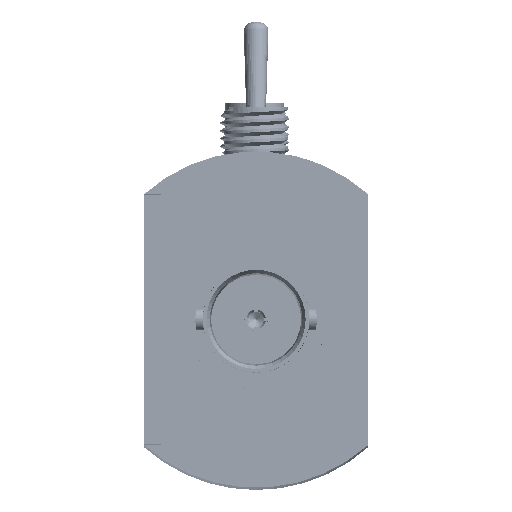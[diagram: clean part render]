
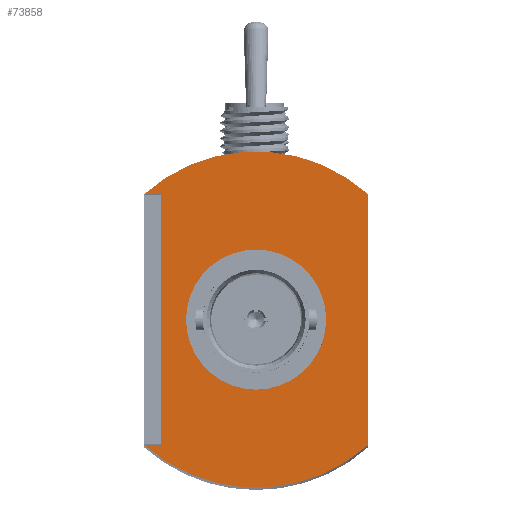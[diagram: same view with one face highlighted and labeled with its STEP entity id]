
A CAD part, top view. The second image highlights one B-rep face of the part: STEP entity #73858.
In plain terms, the highlighted planar face has unit normal (0, 0, 1).
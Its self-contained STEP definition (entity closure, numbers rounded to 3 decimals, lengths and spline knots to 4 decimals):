
#570 = CARTESIAN_POINT ( 'NONE',  ( -0.34, 0.4472, 4.5 ) ) ;
#1938 = AXIS2_PLACEMENT_3D ( 'NONE', #63693, #26317, #25231 ) ;
#3206 = DIRECTION ( 'NONE',  ( 0., 1., 0. ) ) ;
#5099 = VERTEX_POINT ( 'NONE', #570 ) ;
#8512 = VERTEX_POINT ( 'NONE', #119277 ) ;
#12483 = AXIS2_PLACEMENT_3D ( 'NONE', #48291, #162934, #80321 ) ;
#17659 = VERTEX_POINT ( 'NONE', #58360 ) ;
#18093 = FACE_BOUND ( 'NONE', #61119, .T. ) ;
#19182 = DIRECTION ( 'NONE',  ( 0., 0., 1. ) ) ;
#19490 = CARTESIAN_POINT ( 'NONE',  ( -0.34, -0.4472, 4.5 ) ) ;
#21079 = ORIENTED_EDGE ( 'NONE', *, *, #153266, .T. ) ;
#25231 = DIRECTION ( 'NONE',  ( 1., 0., 0. ) ) ;
#26317 = DIRECTION ( 'NONE',  ( 0., 0., 1. ) ) ;
#28873 = ORIENTED_EDGE ( 'NONE', *, *, #43123, .F. ) ;
#30641 = CARTESIAN_POINT ( 'NONE',  ( -0.34, -0.4472, 4.5 ) ) ;
#32292 = CARTESIAN_POINT ( 'NONE',  ( -0.157, -0.107, 4.5 ) ) ;
#39573 = CARTESIAN_POINT ( 'NONE',  ( 0., 0., 4.5 ) ) ;
#40315 = EDGE_CURVE ( 'NONE', #200737, #81846, #188484, .T. ) ;
#41745 = ORIENTED_EDGE ( 'NONE', *, *, #156064, .F. ) ;
#43123 = EDGE_CURVE ( 'NONE', #142765, #5099, #136117, .T. ) ;
#43514 = VECTOR ( 'NONE', #153912, 39.3701 ) ;
#45604 = EDGE_CURVE ( 'NONE', #172209, #17659, #153060, .T. ) ;
#48291 = CARTESIAN_POINT ( 'NONE',  ( 0., 0., 4.5 ) ) ;
#48955 = CIRCLE ( 'NONE', #154493, 0.19 ) ;
#49653 = AXIS2_PLACEMENT_3D ( 'NONE', #39573, #157454, #73720 ) ;
#50286 = VECTOR ( 'NONE', #146993, 39.3701 ) ;
#50404 = ORIENTED_EDGE ( 'NONE', *, *, #212149, .F. ) ;
#51414 = VECTOR ( 'NONE', #3206, 39.3701 ) ;
#56585 = EDGE_CURVE ( 'NONE', #5099, #8512, #113903, .T. ) ;
#56668 = ORIENTED_EDGE ( 'NONE', *, *, #45604, .T. ) ;
#58018 = VECTOR ( 'NONE', #184618, 39.3701 ) ;
#58360 = CARTESIAN_POINT ( 'NONE',  ( 0.4, 0.4472, 4.5 ) ) ;
#61119 = EDGE_LOOP ( 'NONE', ( #155293, #41745, #50404 ) ) ;
#63693 = CARTESIAN_POINT ( 'NONE',  ( 0., 0., 4.5 ) ) ;
#71227 = ORIENTED_EDGE ( 'NONE', *, *, #171246, .T. ) ;
#72037 = FACE_OUTER_BOUND ( 'NONE', #164712, .T. ) ;
#73720 = DIRECTION ( 'NONE',  ( 1., 0., 0. ) ) ;
#73858 = ADVANCED_FACE ( 'NONE', ( #18093, #72037 ), #121641, .T. ) ;
#80321 = DIRECTION ( 'NONE',  ( 1., 0., 0. ) ) ;
#81846 = VERTEX_POINT ( 'NONE', #171775 ) ;
#86737 = LINE ( 'NONE', #19490, #43514 ) ;
#105210 = VERTEX_POINT ( 'NONE', #213372 ) ;
#105797 = VECTOR ( 'NONE', #134808, 39.3701 ) ;
#106223 = VERTEX_POINT ( 'NONE', #137567 ) ;
#109719 = CARTESIAN_POINT ( 'NONE',  ( 0.4, 0.4472, 4.5 ) ) ;
#112611 = DIRECTION ( 'NONE',  ( 1., 0., 0. ) ) ;
#113903 = LINE ( 'NONE', #164576, #105797 ) ;
#119277 = CARTESIAN_POINT ( 'NONE',  ( -0.4, 0.4472, 4.5 ) ) ;
#120205 = LINE ( 'NONE', #151084, #50286 ) ;
#121641 = PLANE ( 'NONE',  #167449 ) ;
#122510 = ORIENTED_EDGE ( 'NONE', *, *, #198858, .T. ) ;
#125112 = CIRCLE ( 'NONE', #12483, 0.6 ) ;
#131863 = CARTESIAN_POINT ( 'NONE',  ( 0.4, -0.4472, 4.5 ) ) ;
#134808 = DIRECTION ( 'NONE',  ( -1., 0., 0. ) ) ;
#136117 = LINE ( 'NONE', #171335, #58018 ) ;
#137567 = CARTESIAN_POINT ( 'NONE',  ( -0.4, -0.4472, 4.5 ) ) ;
#142765 = VERTEX_POINT ( 'NONE', #30641 ) ;
#144634 = CIRCLE ( 'NONE', #49653, 0.6 ) ;
#146993 = DIRECTION ( 'NONE',  ( 0., -1., 0. ) ) ;
#148442 = DIRECTION ( 'NONE',  ( 1., 0., 0. ) ) ;
#151084 = CARTESIAN_POINT ( 'NONE',  ( -0.157, 0.107, 4.5 ) ) ;
#153060 = LINE ( 'NONE', #109719, #51414 ) ;
#153266 = EDGE_CURVE ( 'NONE', #106223, #172209, #144634, .T. ) ;
#153912 = DIRECTION ( 'NONE',  ( -1., 0., 0. ) ) ;
#154493 = AXIS2_PLACEMENT_3D ( 'NONE', #182001, #180905, #112611 ) ;
#155293 = ORIENTED_EDGE ( 'NONE', *, *, #40315, .F. ) ;
#156064 = EDGE_CURVE ( 'NONE', #105210, #200737, #120205, .T. ) ;
#157454 = DIRECTION ( 'NONE',  ( 0., 0., 1. ) ) ;
#162934 = DIRECTION ( 'NONE',  ( 0., 0., 1. ) ) ;
#164576 = CARTESIAN_POINT ( 'NONE',  ( -0.34, 0.4472, 4.5 ) ) ;
#164712 = EDGE_LOOP ( 'NONE', ( #185605, #28873, #122510, #21079, #56668, #71227 ) ) ;
#167449 = AXIS2_PLACEMENT_3D ( 'NONE', #181516, #19182, #148442 ) ;
#171246 = EDGE_CURVE ( 'NONE', #17659, #8512, #125112, .T. ) ;
#171335 = CARTESIAN_POINT ( 'NONE',  ( -0.34, 0.4172, 4.5 ) ) ;
#171775 = CARTESIAN_POINT ( 'NONE',  ( 0.19, 0., 4.5 ) ) ;
#172209 = VERTEX_POINT ( 'NONE', #131863 ) ;
#180905 = DIRECTION ( 'NONE',  ( 0., 0., 1. ) ) ;
#181516 = CARTESIAN_POINT ( 'NONE',  ( 0., 0., 4.5 ) ) ;
#182001 = CARTESIAN_POINT ( 'NONE',  ( 0., 0., 4.5 ) ) ;
#184618 = DIRECTION ( 'NONE',  ( 0., 1., 0. ) ) ;
#185605 = ORIENTED_EDGE ( 'NONE', *, *, #56585, .F. ) ;
#188484 = CIRCLE ( 'NONE', #1938, 0.19 ) ;
#198858 = EDGE_CURVE ( 'NONE', #142765, #106223, #86737, .T. ) ;
#200737 = VERTEX_POINT ( 'NONE', #32292 ) ;
#212149 = EDGE_CURVE ( 'NONE', #81846, #105210, #48955, .T. ) ;
#213372 = CARTESIAN_POINT ( 'NONE',  ( -0.157, 0.107, 4.5 ) ) ;
